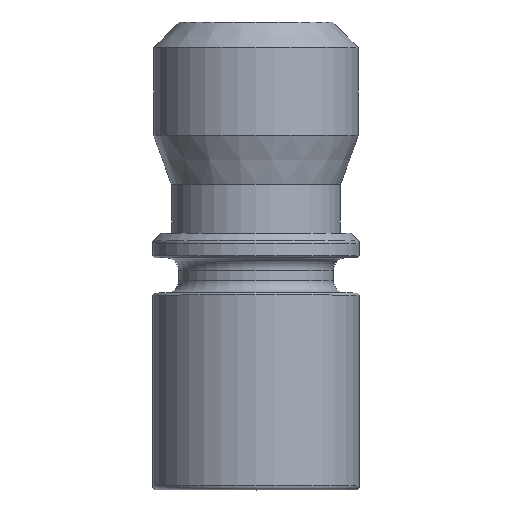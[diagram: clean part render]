
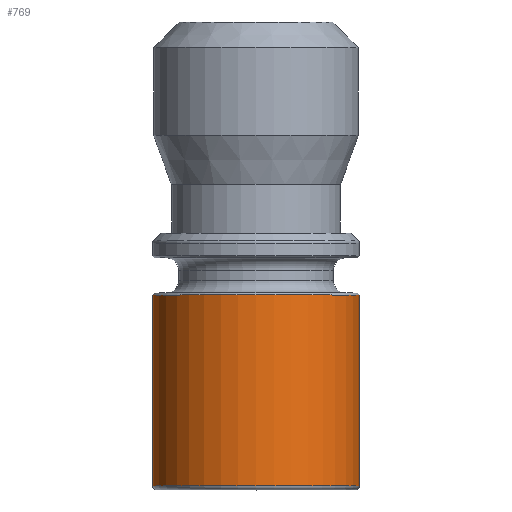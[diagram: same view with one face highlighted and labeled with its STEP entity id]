
A CAD part, top view. The second image highlights one B-rep face of the part: STEP entity #769.
In plain terms, the highlighted cylindrical face has radius 6.35 mm (diameter 12.7 mm), a full revolution.
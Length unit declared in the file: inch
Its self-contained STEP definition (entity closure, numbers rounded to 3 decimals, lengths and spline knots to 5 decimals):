
#71=FACE_OUTER_BOUND('',#120,.T.);
#120=EDGE_LOOP('',(#642,#643,#644,#645,#646));
#181=LINE('',#1350,#229);
#229=VECTOR('',#1092,0.25);
#279=CIRCLE('',#869,0.25);
#280=CIRCLE('',#871,0.25);
#281=CIRCLE('',#872,0.25);
#356=VERTEX_POINT('',#1343);
#357=VERTEX_POINT('',#1347);
#358=VERTEX_POINT('',#1348);
#455=EDGE_CURVE('',#356,#356,#279,.T.);
#456=EDGE_CURVE('',#357,#358,#280,.T.);
#457=EDGE_CURVE('',#357,#356,#181,.T.);
#458=EDGE_CURVE('',#358,#357,#281,.T.);
#642=ORIENTED_EDGE('',*,*,#456,.F.);
#643=ORIENTED_EDGE('',*,*,#457,.T.);
#644=ORIENTED_EDGE('',*,*,#455,.F.);
#645=ORIENTED_EDGE('',*,*,#457,.F.);
#646=ORIENTED_EDGE('',*,*,#458,.F.);
#736=CYLINDRICAL_SURFACE('',#870,0.25);
#769=ADVANCED_FACE('',(#71),#736,.T.);
#869=AXIS2_PLACEMENT_3D('',#1345,#1086,#1087);
#870=AXIS2_PLACEMENT_3D('',#1346,#1088,#1089);
#871=AXIS2_PLACEMENT_3D('',#1349,#1090,#1091);
#872=AXIS2_PLACEMENT_3D('',#1351,#1093,#1094);
#1086=DIRECTION('center_axis',(0.,1.,0.));
#1087=DIRECTION('ref_axis',(1.,0.,0.));
#1088=DIRECTION('center_axis',(0.,-1.,0.));
#1089=DIRECTION('ref_axis',(1.,0.,0.));
#1090=DIRECTION('center_axis',(0.,-1.,0.));
#1091=DIRECTION('ref_axis',(-0.488,0.,-0.873));
#1092=DIRECTION('',(0.,1.,0.));
#1093=DIRECTION('center_axis',(0.,-1.,0.));
#1094=DIRECTION('ref_axis',(-0.488,0.,-0.873));
#1343=CARTESIAN_POINT('',(-15.42963,4.07192,5.28754));
#1345=CARTESIAN_POINT('Origin',(-15.17963,4.07192,5.28754));
#1346=CARTESIAN_POINT('Origin',(-15.17963,3.4815,5.28754));
#1347=CARTESIAN_POINT('',(-15.42963,3.6115,5.28754));
#1348=CARTESIAN_POINT('',(-15.17963,3.6115,5.53754));
#1349=CARTESIAN_POINT('Origin',(-15.17963,3.6115,5.28754));
#1350=CARTESIAN_POINT('',(-15.42963,3.4815,5.28754));
#1351=CARTESIAN_POINT('Origin',(-15.17963,3.6115,5.28754));
